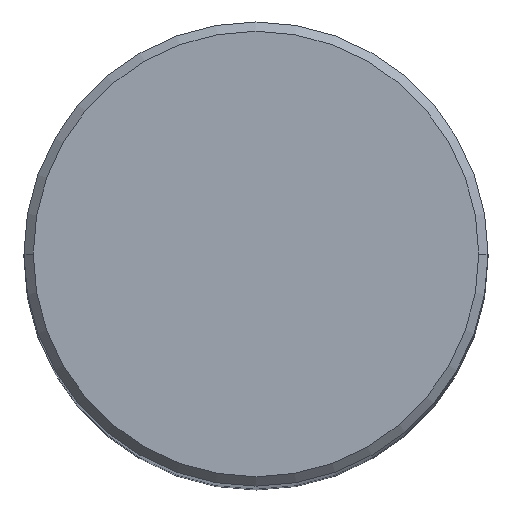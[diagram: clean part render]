
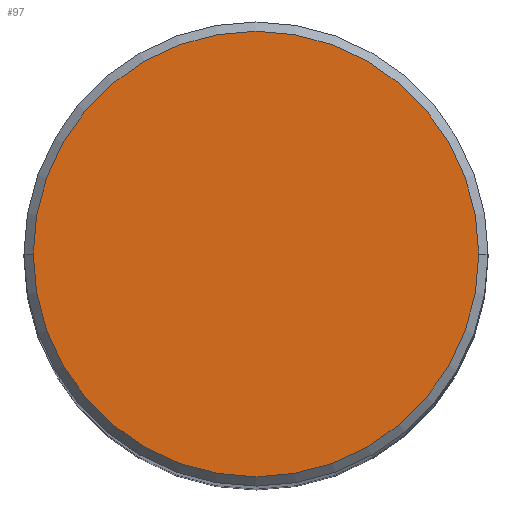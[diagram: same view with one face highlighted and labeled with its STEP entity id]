
A CAD part, top view. The second image highlights one B-rep face of the part: STEP entity #97.
In plain terms, the highlighted planar face has unit normal (0, 0, 1).
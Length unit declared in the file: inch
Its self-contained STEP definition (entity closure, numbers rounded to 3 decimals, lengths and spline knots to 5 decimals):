
#11 = ORIENTED_EDGE ( 'NONE', *, *, #177, .T. ) ;
#20 = AXIS2_PLACEMENT_3D ( 'NONE', #93, #187, #67 ) ;
#33 = DIRECTION ( 'NONE',  ( 1., 0., 0. ) ) ;
#36 = VERTEX_POINT ( 'NONE', #196 ) ;
#65 = EDGE_CURVE ( 'NONE', #74, #36, #207, .T. ) ;
#67 = DIRECTION ( 'NONE',  ( 1., 0., 0. ) ) ;
#74 = VERTEX_POINT ( 'NONE', #132 ) ;
#90 = CARTESIAN_POINT ( 'NONE',  ( 0., 0., 4. ) ) ;
#93 = CARTESIAN_POINT ( 'NONE',  ( 0., 0., 4. ) ) ;
#97 = ADVANCED_FACE ( 'NONE', ( #303 ), #159, .T. ) ;
#104 = DIRECTION ( 'NONE',  ( 0., 0., 1. ) ) ;
#132 = CARTESIAN_POINT ( 'NONE',  ( -0.36, 0., 4. ) ) ;
#154 = AXIS2_PLACEMENT_3D ( 'NONE', #90, #274, #205 ) ;
#159 = PLANE ( 'NONE',  #154 ) ;
#177 = EDGE_CURVE ( 'NONE', #36, #74, #195, .T. ) ;
#187 = DIRECTION ( 'NONE',  ( 0., 0., 1. ) ) ;
#195 = CIRCLE ( 'NONE', #20, 0.36 ) ;
#196 = CARTESIAN_POINT ( 'NONE',  ( 0.36, 0., 4. ) ) ;
#205 = DIRECTION ( 'NONE',  ( 1., 0., 0. ) ) ;
#207 = CIRCLE ( 'NONE', #296, 0.36 ) ;
#212 = EDGE_LOOP ( 'NONE', ( #284, #11 ) ) ;
#274 = DIRECTION ( 'NONE',  ( 0., 0., 1. ) ) ;
#284 = ORIENTED_EDGE ( 'NONE', *, *, #65, .T. ) ;
#296 = AXIS2_PLACEMENT_3D ( 'NONE', #315, #104, #33 ) ;
#303 = FACE_OUTER_BOUND ( 'NONE', #212, .T. ) ;
#315 = CARTESIAN_POINT ( 'NONE',  ( 0., 0., 4. ) ) ;
